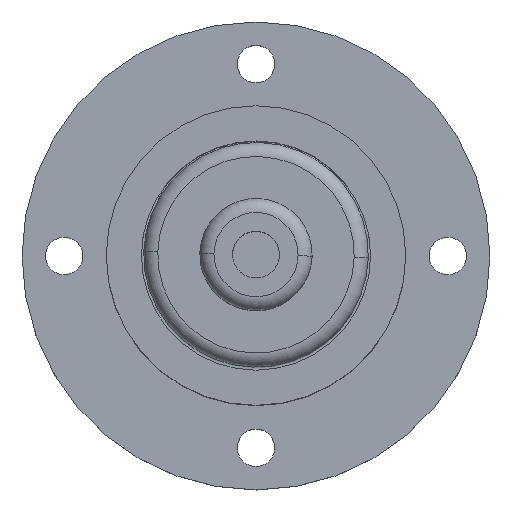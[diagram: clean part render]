
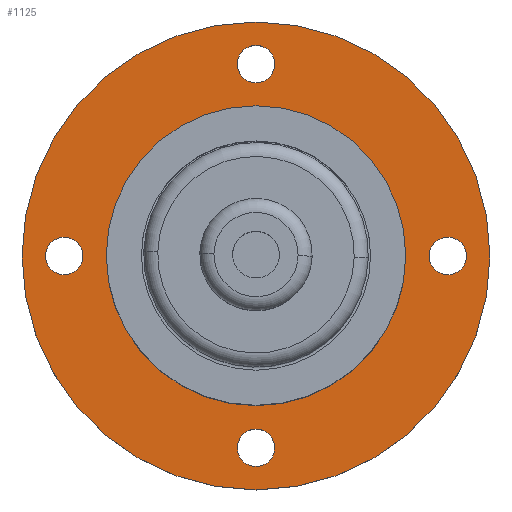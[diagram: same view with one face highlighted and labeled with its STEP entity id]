
A CAD part, top view. The second image highlights one B-rep face of the part: STEP entity #1125.
In plain terms, the highlighted planar face has unit normal (0, 0, 1).
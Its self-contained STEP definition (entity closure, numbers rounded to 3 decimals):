
#8 = FACE_BOUND ( 'NONE', #1016, .T. ) ;
#16 = ORIENTED_EDGE ( 'NONE', *, *, #748, .F. ) ;
#18 = ORIENTED_EDGE ( 'NONE', *, *, #192, .F. ) ;
#32 = CARTESIAN_POINT ( 'NONE',  ( 41., 0., 10. ) ) ;
#37 = CARTESIAN_POINT ( 'NONE',  ( 0., -37., 10. ) ) ;
#41 = ORIENTED_EDGE ( 'NONE', *, *, #544, .T. ) ;
#53 = DIRECTION ( 'NONE',  ( 0., 0., 1. ) ) ;
#56 = AXIS2_PLACEMENT_3D ( 'NONE', #110, #725, #821 ) ;
#58 = ORIENTED_EDGE ( 'NONE', *, *, #85, .F. ) ;
#60 = CARTESIAN_POINT ( 'NONE',  ( -41., -4., 10. ) ) ;
#66 = AXIS2_PLACEMENT_3D ( 'NONE', #649, #576, #851 ) ;
#85 = EDGE_CURVE ( 'NONE', #979, #1190, #664, .T. ) ;
#100 = ORIENTED_EDGE ( 'NONE', *, *, #819, .F. ) ;
#110 = CARTESIAN_POINT ( 'NONE',  ( -41., 0., 10. ) ) ;
#111 = AXIS2_PLACEMENT_3D ( 'NONE', #1050, #226, #142 ) ;
#118 = DIRECTION ( 'NONE',  ( 0., 0., 1. ) ) ;
#122 = DIRECTION ( 'NONE',  ( 0., -1., 0. ) ) ;
#142 = DIRECTION ( 'NONE',  ( 0., -1., 0. ) ) ;
#150 = AXIS2_PLACEMENT_3D ( 'NONE', #605, #486, #601 ) ;
#151 = EDGE_LOOP ( 'NONE', ( #1114, #18 ) ) ;
#152 = ORIENTED_EDGE ( 'NONE', *, *, #388, .F. ) ;
#154 = DIRECTION ( 'NONE',  ( 0., 0., 1. ) ) ;
#189 = PLANE ( 'NONE',  #928 ) ;
#192 = EDGE_CURVE ( 'NONE', #1119, #197, #351, .T. ) ;
#197 = VERTEX_POINT ( 'NONE', #439 ) ;
#205 = CARTESIAN_POINT ( 'NONE',  ( 0., 37., 10. ) ) ;
#226 = DIRECTION ( 'NONE',  ( 0., 0., 1. ) ) ;
#231 = CARTESIAN_POINT ( 'NONE',  ( 0., -32., 10. ) ) ;
#233 = CARTESIAN_POINT ( 'NONE',  ( 0., 41., 10. ) ) ;
#248 = CARTESIAN_POINT ( 'NONE',  ( -41., 4., 10. ) ) ;
#250 = EDGE_LOOP ( 'NONE', ( #152, #58 ) ) ;
#259 = AXIS2_PLACEMENT_3D ( 'NONE', #382, #554, #751 ) ;
#266 = AXIS2_PLACEMENT_3D ( 'NONE', #771, #945, #122 ) ;
#301 = CARTESIAN_POINT ( 'NONE',  ( 41., -4., 10. ) ) ;
#314 = AXIS2_PLACEMENT_3D ( 'NONE', #940, #118, #401 ) ;
#330 = CIRCLE ( 'NONE', #1160, 4. ) ;
#351 = CIRCLE ( 'NONE', #1023, 4. ) ;
#380 = EDGE_CURVE ( 'NONE', #1027, #1095, #448, .T. ) ;
#382 = CARTESIAN_POINT ( 'NONE',  ( 41., 0., 10. ) ) ;
#385 = EDGE_LOOP ( 'NONE', ( #41, #435 ) ) ;
#388 = EDGE_CURVE ( 'NONE', #1190, #979, #759, .T. ) ;
#401 = DIRECTION ( 'NONE',  ( 0., -1., 0. ) ) ;
#410 = DIRECTION ( 'NONE',  ( 0., -1., 0. ) ) ;
#424 = FACE_BOUND ( 'NONE', #1058, .T. ) ;
#432 = CIRCLE ( 'NONE', #1168, 4. ) ;
#435 = ORIENTED_EDGE ( 'NONE', *, *, #1035, .T. ) ;
#436 = VERTEX_POINT ( 'NONE', #823 ) ;
#439 = CARTESIAN_POINT ( 'NONE',  ( 0., 45., 10. ) ) ;
#448 = CIRCLE ( 'NONE', #66, 32. ) ;
#449 = CARTESIAN_POINT ( 'NONE',  ( 0., 41., 10. ) ) ;
#473 = DIRECTION ( 'NONE',  ( 0., 0., 1. ) ) ;
#479 = CARTESIAN_POINT ( 'NONE',  ( -41., 0., 10. ) ) ;
#486 = DIRECTION ( 'NONE',  ( 0., 0., 1. ) ) ;
#496 = VERTEX_POINT ( 'NONE', #37 ) ;
#503 = DIRECTION ( 'NONE',  ( 0., 0., 1. ) ) ;
#513 = FACE_BOUND ( 'NONE', #151, .T. ) ;
#515 = EDGE_CURVE ( 'NONE', #197, #1119, #961, .T. ) ;
#544 = EDGE_CURVE ( 'NONE', #436, #960, #623, .T. ) ;
#554 = DIRECTION ( 'NONE',  ( 0., 0., 1. ) ) ;
#564 = DIRECTION ( 'NONE',  ( 0., -1., 0. ) ) ;
#571 = VERTEX_POINT ( 'NONE', #685 ) ;
#576 = DIRECTION ( 'NONE',  ( 0., 0., 1. ) ) ;
#601 = DIRECTION ( 'NONE',  ( 0., -1., 0. ) ) ;
#604 = VERTEX_POINT ( 'NONE', #60 ) ;
#605 = CARTESIAN_POINT ( 'NONE',  ( 0., -41., 10. ) ) ;
#623 = CIRCLE ( 'NONE', #314, 50. ) ;
#646 = VERTEX_POINT ( 'NONE', #248 ) ;
#649 = CARTESIAN_POINT ( 'NONE',  ( 0., 0., 10. ) ) ;
#654 = CIRCLE ( 'NONE', #111, 32. ) ;
#664 = CIRCLE ( 'NONE', #983, 4. ) ;
#675 = CIRCLE ( 'NONE', #150, 4. ) ;
#685 = CARTESIAN_POINT ( 'NONE',  ( 0., -45., 10. ) ) ;
#725 = DIRECTION ( 'NONE',  ( 0., 0., 1. ) ) ;
#728 = CIRCLE ( 'NONE', #56, 4. ) ;
#736 = DIRECTION ( 'NONE',  ( 0., 0., 1. ) ) ;
#748 = EDGE_CURVE ( 'NONE', #571, #496, #432, .T. ) ;
#751 = DIRECTION ( 'NONE',  ( 0., -1., 0. ) ) ;
#759 = CIRCLE ( 'NONE', #259, 4. ) ;
#771 = CARTESIAN_POINT ( 'NONE',  ( 0., 0., 10. ) ) ;
#783 = CARTESIAN_POINT ( 'NONE',  ( 0., -50., 10. ) ) ;
#791 = ORIENTED_EDGE ( 'NONE', *, *, #798, .F. ) ;
#798 = EDGE_CURVE ( 'NONE', #604, #646, #330, .T. ) ;
#806 = DIRECTION ( 'NONE',  ( 0., -1., 0. ) ) ;
#819 = EDGE_CURVE ( 'NONE', #646, #604, #728, .T. ) ;
#821 = DIRECTION ( 'NONE',  ( 0., -1., 0. ) ) ;
#823 = CARTESIAN_POINT ( 'NONE',  ( 0., 50., 10. ) ) ;
#832 = CARTESIAN_POINT ( 'NONE',  ( 0., 0., 10. ) ) ;
#844 = DIRECTION ( 'NONE',  ( 0., -1., 0. ) ) ;
#847 = DIRECTION ( 'NONE',  ( 0., 0., 1. ) ) ;
#851 = DIRECTION ( 'NONE',  ( 0., -1., 0. ) ) ;
#868 = CIRCLE ( 'NONE', #266, 50. ) ;
#905 = DIRECTION ( 'NONE',  ( 0., -1., 0. ) ) ;
#912 = FACE_OUTER_BOUND ( 'NONE', #385, .T. ) ;
#928 = AXIS2_PLACEMENT_3D ( 'NONE', #832, #847, #564 ) ;
#940 = CARTESIAN_POINT ( 'NONE',  ( 0., 0., 10. ) ) ;
#945 = DIRECTION ( 'NONE',  ( 0., 0., 1. ) ) ;
#946 = DIRECTION ( 'NONE',  ( 0., -1., 0. ) ) ;
#960 = VERTEX_POINT ( 'NONE', #783 ) ;
#961 = CIRCLE ( 'NONE', #1039, 4. ) ;
#979 = VERTEX_POINT ( 'NONE', #301 ) ;
#981 = ORIENTED_EDGE ( 'NONE', *, *, #1085, .F. ) ;
#983 = AXIS2_PLACEMENT_3D ( 'NONE', #32, #503, #410 ) ;
#993 = EDGE_CURVE ( 'NONE', #496, #571, #675, .T. ) ;
#1009 = CARTESIAN_POINT ( 'NONE',  ( 41., 4., 10. ) ) ;
#1013 = FACE_BOUND ( 'NONE', #250, .T. ) ;
#1016 = EDGE_LOOP ( 'NONE', ( #100, #791 ) ) ;
#1023 = AXIS2_PLACEMENT_3D ( 'NONE', #449, #154, #806 ) ;
#1027 = VERTEX_POINT ( 'NONE', #1156 ) ;
#1035 = EDGE_CURVE ( 'NONE', #960, #436, #868, .T. ) ;
#1039 = AXIS2_PLACEMENT_3D ( 'NONE', #233, #53, #946 ) ;
#1050 = CARTESIAN_POINT ( 'NONE',  ( 0., 0., 10. ) ) ;
#1058 = EDGE_LOOP ( 'NONE', ( #1066, #981 ) ) ;
#1066 = ORIENTED_EDGE ( 'NONE', *, *, #380, .F. ) ;
#1085 = EDGE_CURVE ( 'NONE', #1095, #1027, #654, .T. ) ;
#1088 = ORIENTED_EDGE ( 'NONE', *, *, #993, .F. ) ;
#1095 = VERTEX_POINT ( 'NONE', #231 ) ;
#1107 = EDGE_LOOP ( 'NONE', ( #1088, #16 ) ) ;
#1110 = CARTESIAN_POINT ( 'NONE',  ( 0., -41., 10. ) ) ;
#1114 = ORIENTED_EDGE ( 'NONE', *, *, #515, .F. ) ;
#1119 = VERTEX_POINT ( 'NONE', #205 ) ;
#1125 = ADVANCED_FACE ( 'NONE', ( #424, #1163, #513, #912, #1013, #8 ), #189, .T. ) ;
#1156 = CARTESIAN_POINT ( 'NONE',  ( 0., 32., 10. ) ) ;
#1160 = AXIS2_PLACEMENT_3D ( 'NONE', #479, #473, #844 ) ;
#1163 = FACE_BOUND ( 'NONE', #1107, .T. ) ;
#1168 = AXIS2_PLACEMENT_3D ( 'NONE', #1110, #736, #905 ) ;
#1190 = VERTEX_POINT ( 'NONE', #1009 ) ;
